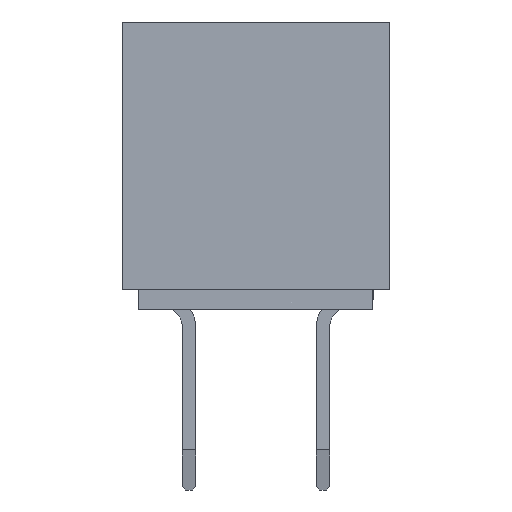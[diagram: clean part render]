
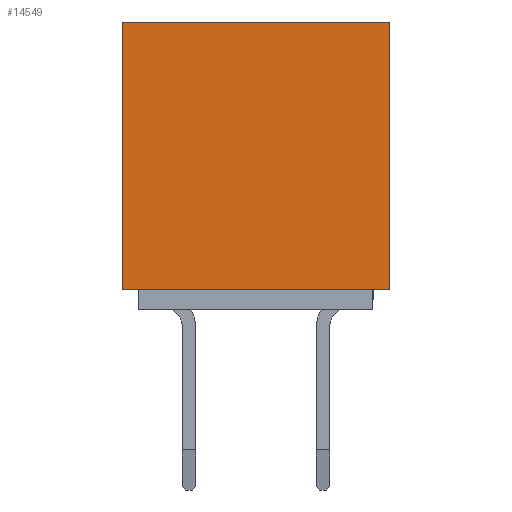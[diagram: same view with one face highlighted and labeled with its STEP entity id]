
A CAD part, left-side view. The second image highlights one B-rep face of the part: STEP entity #14549.
In plain terms, the highlighted planar face has unit normal (-1, 0, 0).
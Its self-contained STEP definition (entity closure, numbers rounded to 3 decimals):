
#1030=ORIENTED_EDGE('',*,*,#5190,.T.);
#1031=ORIENTED_EDGE('',*,*,#5191,.T.);
#1032=ORIENTED_EDGE('',*,*,#4594,.T.);
#1033=ORIENTED_EDGE('',*,*,#5192,.F.);
#4594=EDGE_CURVE('',#6695,#6693,#8004,.T.);
#5190=EDGE_CURVE('',#7250,#7251,#8600,.T.);
#5191=EDGE_CURVE('',#7251,#6695,#8601,.T.);
#5192=EDGE_CURVE('',#7250,#6693,#8602,.T.);
#6693=VERTEX_POINT('',#20198);
#6695=VERTEX_POINT('',#20201);
#7250=VERTEX_POINT('',#21432);
#7251=VERTEX_POINT('',#21433);
#8004=LINE('',#20200,#10028);
#8600=LINE('',#21431,#10624);
#8601=LINE('',#21434,#10625);
#8602=LINE('',#21435,#10626);
#10028=VECTOR('',#16287,1000.);
#10624=VECTOR('',#17043,1000.);
#10625=VECTOR('',#17044,1000.);
#10626=VECTOR('',#17045,1000.);
#12084=EDGE_LOOP('',(#1030,#1031,#1032,#1033));
#12960=FACE_BOUND('',#12084,.T.);
#13796=PLANE('',#15371);
#14549=ADVANCED_FACE('',(#12960),#13796,.T.);
#15371=AXIS2_PLACEMENT_3D('',#21430,#17041,#17042);
#16287=DIRECTION('',(0.,1.,0.));
#17041=DIRECTION('',(-1.,0.,0.));
#17042=DIRECTION('',(0.,0.,1.));
#17043=DIRECTION('',(0.,-1.,0.));
#17044=DIRECTION('',(0.,0.,1.));
#17045=DIRECTION('',(0.,0.,1.));
#20198=CARTESIAN_POINT('',(-20.3,2.,2.15));
#20200=CARTESIAN_POINT('',(-20.3,-2.,2.15));
#20201=CARTESIAN_POINT('',(-20.3,-2.,2.15));
#21430=CARTESIAN_POINT('',(-20.3,-2.,-2.15));
#21431=CARTESIAN_POINT('',(-20.3,2.,-1.85));
#21432=CARTESIAN_POINT('',(-20.3,2.,-1.85));
#21433=CARTESIAN_POINT('',(-20.3,-2.,-1.85));
#21434=CARTESIAN_POINT('',(-20.3,-2.,-2.15));
#21435=CARTESIAN_POINT('',(-20.3,2.,-2.15));
